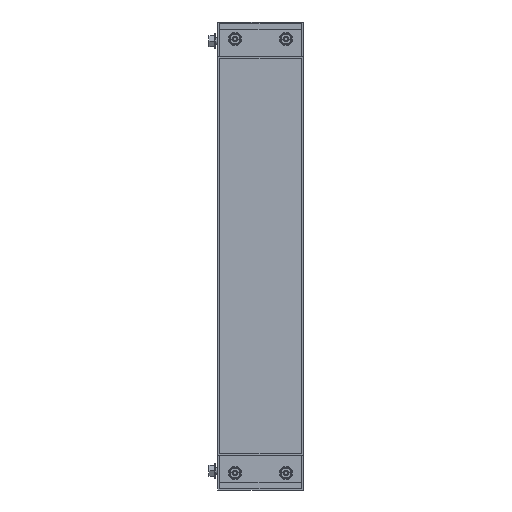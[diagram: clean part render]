
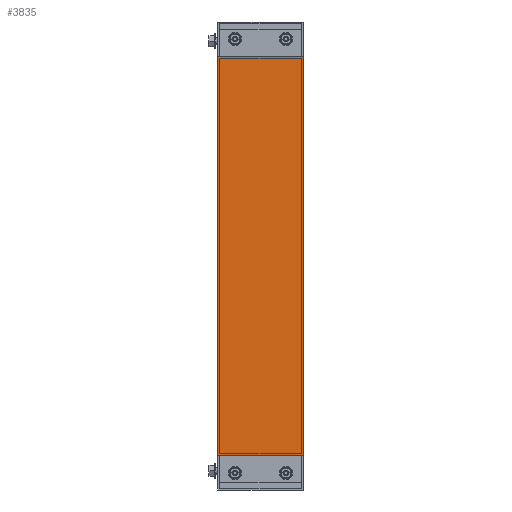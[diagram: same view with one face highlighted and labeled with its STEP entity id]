
A CAD part, left-side view. The second image highlights one B-rep face of the part: STEP entity #3835.
In plain terms, the highlighted planar face has unit normal (-1, 0, 0).
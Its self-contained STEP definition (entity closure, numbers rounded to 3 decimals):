
#251 = DIRECTION ( 'NONE',  ( 0., -1., 0. ) ) ;
#255 = EDGE_CURVE ( 'NONE', #9008, #9452, #8610, .T. ) ;
#327 = CARTESIAN_POINT ( 'NONE',  ( 0., 0., 0. ) ) ;
#393 = DIRECTION ( 'NONE',  ( 0., 0., 1. ) ) ;
#1122 = FACE_OUTER_BOUND ( 'NONE', #5476, .T. ) ;
#1666 = DIRECTION ( 'NONE',  ( 0., 0., -1. ) ) ;
#1749 = ORIENTED_EDGE ( 'NONE', *, *, #4657, .T. ) ;
#1764 = DIRECTION ( 'NONE',  ( 0., 1., 0. ) ) ;
#1772 = EDGE_CURVE ( 'NONE', #7605, #3210, #2663, .T. ) ;
#1808 = VECTOR ( 'NONE', #1666, 1000. ) ;
#2078 = CARTESIAN_POINT ( 'NONE',  ( 0., -100., 534.6 ) ) ;
#2663 = LINE ( 'NONE', #9422, #5087 ) ;
#2696 = EDGE_CURVE ( 'NONE', #9452, #7605, #7348, .T. ) ;
#2746 = PLANE ( 'NONE',  #2917 ) ;
#2917 = AXIS2_PLACEMENT_3D ( 'NONE', #327, #8080, #3419 ) ;
#3010 = VECTOR ( 'NONE', #251, 1000. ) ;
#3088 = LINE ( 'NONE', #9217, #1808 ) ;
#3210 = VERTEX_POINT ( 'NONE', #8902 ) ;
#3419 = DIRECTION ( 'NONE',  ( 0., 0., 1. ) ) ;
#3835 = ADVANCED_FACE ( 'NONE', ( #1122 ), #2746, .T. ) ;
#4014 = CARTESIAN_POINT ( 'NONE',  ( 0., 0., 65.4 ) ) ;
#4657 = EDGE_CURVE ( 'NONE', #3210, #9008, #3088, .T. ) ;
#5087 = VECTOR ( 'NONE', #1764, 1000. ) ;
#5447 = ORIENTED_EDGE ( 'NONE', *, *, #255, .T. ) ;
#5476 = EDGE_LOOP ( 'NONE', ( #5447, #8145, #8732, #1749 ) ) ;
#5961 = CARTESIAN_POINT ( 'NONE',  ( 0., -100., 65.4 ) ) ;
#6553 = CARTESIAN_POINT ( 'NONE',  ( 0., -100., 65.4 ) ) ;
#7348 = LINE ( 'NONE', #6553, #7377 ) ;
#7377 = VECTOR ( 'NONE', #393, 1000. ) ;
#7605 = VERTEX_POINT ( 'NONE', #2078 ) ;
#7837 = CARTESIAN_POINT ( 'NONE',  ( 0., 0., 65.4 ) ) ;
#8080 = DIRECTION ( 'NONE',  ( -1., 0., 0. ) ) ;
#8145 = ORIENTED_EDGE ( 'NONE', *, *, #2696, .T. ) ;
#8610 = LINE ( 'NONE', #7837, #3010 ) ;
#8732 = ORIENTED_EDGE ( 'NONE', *, *, #1772, .T. ) ;
#8902 = CARTESIAN_POINT ( 'NONE',  ( 0., 0., 534.6 ) ) ;
#9008 = VERTEX_POINT ( 'NONE', #4014 ) ;
#9217 = CARTESIAN_POINT ( 'NONE',  ( 0., 0., 65.4 ) ) ;
#9422 = CARTESIAN_POINT ( 'NONE',  ( 0., 0., 534.6 ) ) ;
#9452 = VERTEX_POINT ( 'NONE', #5961 ) ;
